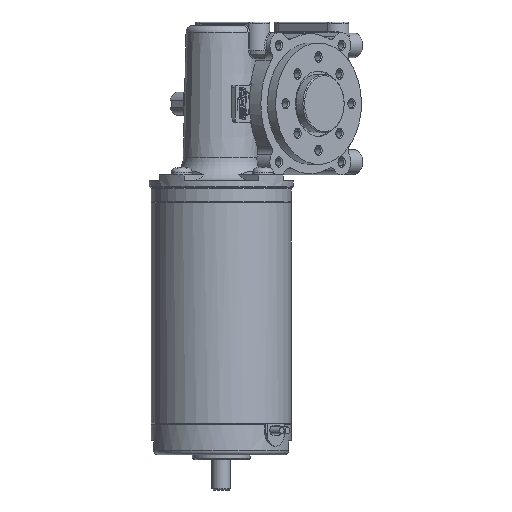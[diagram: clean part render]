
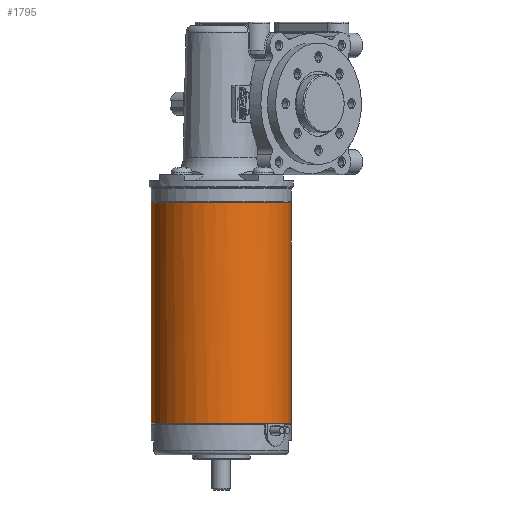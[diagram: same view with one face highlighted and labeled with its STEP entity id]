
A CAD part, front view. The second image highlights one B-rep face of the part: STEP entity #1795.
In plain terms, the highlighted cylindrical face has radius 30 mm (diameter 60 mm), a full revolution.
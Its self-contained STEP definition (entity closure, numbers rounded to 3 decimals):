
#1732=CARTESIAN_POINT('',(-30.0,0.,-8.0));
#1733=VERTEX_POINT('',#1732);
#1734=CARTESIAN_POINT('',(0.0,0.0,-8.0));
#1735=DIRECTION('',(0.0,0.0,1.0));
#1736=DIRECTION('',(1.0,0.0,0.0));
#1737=AXIS2_PLACEMENT_3D('',#1734,#1735,#1736);
#1738=CIRCLE('',#1737,30.0);
#1739=EDGE_CURVE('',#1733,#1733,#1738,.T.);
#1767=CARTESIAN_POINT('',(0.0,0.0,-8.0));
#1768=DIRECTION('',(0.0,0.0,-1.0));
#1769=DIRECTION('',(1.0,0.0,0.0));
#1770=AXIS2_PLACEMENT_3D('',#1767,#1768,#1769);
#1771=CYLINDRICAL_SURFACE('',#1770,30.0);
#1772=ORIENTED_EDGE('',*,*,#1739,.F.);
#1773=EDGE_LOOP('',(#1772));
#1774=FACE_OUTER_BOUND('',#1773,.T.);
#1775=CARTESIAN_POINT('',(18.66,-23.49,-102.5));
#1776=VERTEX_POINT('',#1775);
#1777=CARTESIAN_POINT('',(26.386,-14.274,-102.5));
#1778=VERTEX_POINT('',#1777);
#1779=CARTESIAN_POINT('',(0.0,0.0,-102.5));
#1780=DIRECTION('',(0.0,0.0,-1.0));
#1781=DIRECTION('',(1.0,0.0,0.0));
#1782=AXIS2_PLACEMENT_3D('',#1779,#1780,#1781);
#1783=CIRCLE('',#1782,30.0);
#1784=EDGE_CURVE('',#1776,#1778,#1783,.T.);
#1785=ORIENTED_EDGE('',*,*,#1784,.F.);
#1786=CARTESIAN_POINT('',(0.0,0.0,-102.5));
#1787=DIRECTION('',(0.0,0.0,-1.0));
#1788=DIRECTION('',(1.0,0.0,0.0));
#1789=AXIS2_PLACEMENT_3D('',#1786,#1787,#1788);
#1790=CIRCLE('',#1789,30.0);
#1791=EDGE_CURVE('',#1778,#1776,#1790,.T.);
#1792=ORIENTED_EDGE('',*,*,#1791,.F.);
#1793=EDGE_LOOP('',(#1785,#1792));
#1794=FACE_BOUND('',#1793,.T.);
#1795=ADVANCED_FACE('',(#1774,#1794),#1771,.T.);
